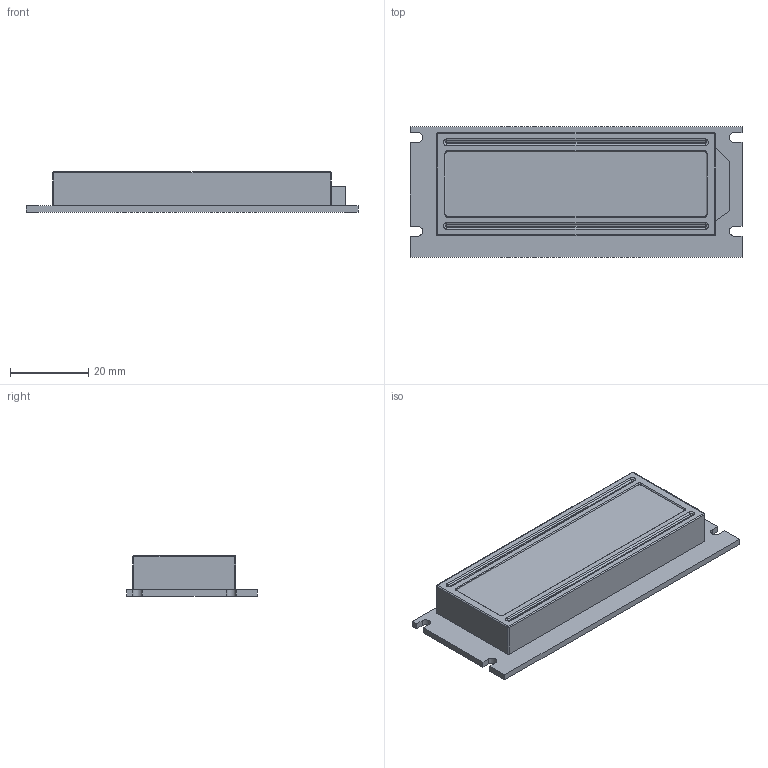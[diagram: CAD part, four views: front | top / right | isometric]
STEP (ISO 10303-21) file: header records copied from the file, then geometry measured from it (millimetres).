
FILE_DESCRIPTION(('FreeCAD Model'),'2;1');
FILE_NAME('ACM1602NI-FLW-FBW-M01.step','2015-12-12T13:32:48',( 'Author'),(''),'Open CASCADE STEP processor 6.8','FreeCAD','Unknown' );
FILE_SCHEMA(('AUTOMOTIVE_DESIGN_CC2 { 1 2 10303 214 -1 1 5 4 }'));
Length unit declared in the file: millimetre
Products named in the file (4): vocaloop005; vocaloop004; vocaloop003; vocaloop002
Bounding box: 85 x 33.5 x 10.3 mm (x, y, z)
Volume: 9216.9 mm3; surface area: 14167.5 mm2
Topology: 4 solids, 4 shells, 99 faces, 237 edges, 135 vertices
Faces by surface type: plane 45, cylinder 28, sphere 18, bspline 8
Entity records: 10614 total; most frequent: CARTESIAN_POINT 6206, DIRECTION 669, ORIENTED_EDGE 446, PCURVE 446, DEFINITIONAL_REPRESENTATION 446, LINE 373, VECTOR 373, B_SPLINE_CURVE_WITH_KNOTS 225
